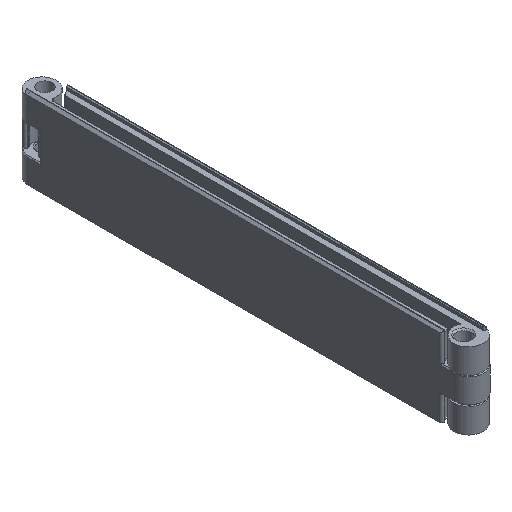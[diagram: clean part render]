
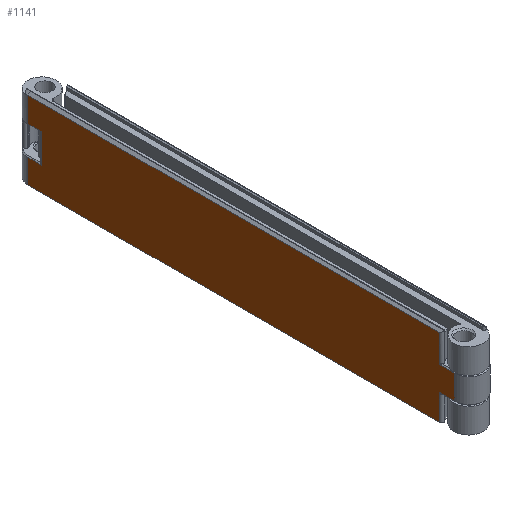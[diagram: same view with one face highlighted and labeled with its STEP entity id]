
A CAD part, isometric view. The second image highlights one B-rep face of the part: STEP entity #1141.
In plain terms, the highlighted planar face has unit normal (-1, 0, 0).
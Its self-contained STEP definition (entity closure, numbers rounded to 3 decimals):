
#558 = VERTEX_POINT('',#559);
#559 = CARTESIAN_POINT('',(-81.895,-183.264,17.6));
#566 = EDGE_CURVE('',#567,#558,#569,.T.);
#567 = VERTEX_POINT('',#568);
#568 = CARTESIAN_POINT('',(-81.895,-183.264,5.75));
#569 = LINE('',#570,#571);
#570 = CARTESIAN_POINT('',(-81.895,-183.264,5.75));
#571 = VECTOR('',#572,1.);
#572 = DIRECTION('',(0.,0.,1.));
#686 = EDGE_CURVE('',#687,#689,#691,.T.);
#687 = VERTEX_POINT('',#688);
#688 = CARTESIAN_POINT('',(-81.895,-183.264,5.35));
#689 = VERTEX_POINT('',#690);
#690 = CARTESIAN_POINT('',(-81.895,-190.043,5.35));
#691 = LINE('',#692,#693);
#692 = CARTESIAN_POINT('',(-81.895,-185.874,5.35));
#693 = VECTOR('',#694,1.);
#694 = DIRECTION('',(0.,-1.,0.));
#1123 = EDGE_CURVE('',#1124,#558,#1126,.T.);
#1124 = VERTEX_POINT('',#1125);
#1125 = CARTESIAN_POINT('',(-81.895,0.,17.6));
#1126 = LINE('',#1127,#1128);
#1127 = CARTESIAN_POINT('',(-81.895,0.,17.6));
#1128 = VECTOR('',#1129,1.);
#1129 = DIRECTION('',(0.,-1.,0.));
#1141 = ADVANCED_FACE('',(#1142),#1247,.F.);
#1142 = FACE_BOUND('',#1143,.F.);
#1143 = EDGE_LOOP('',(#1144,#1145,#1146,#1152,#1153,#1161,#1169,#1177,
    #1185,#1193,#1201,#1209,#1217,#1225,#1233,#1241));
#1144 = ORIENTED_EDGE('',*,*,#1123,.T.);
#1145 = ORIENTED_EDGE('',*,*,#566,.F.);
#1146 = ORIENTED_EDGE('',*,*,#1147,.F.);
#1147 = EDGE_CURVE('',#687,#567,#1148,.T.);
#1148 = LINE('',#1149,#1150);
#1149 = CARTESIAN_POINT('',(-81.895,-183.264,5.35));
#1150 = VECTOR('',#1151,1.);
#1151 = DIRECTION('',(0.,0.,1.));
#1152 = ORIENTED_EDGE('',*,*,#686,.T.);
#1153 = ORIENTED_EDGE('',*,*,#1154,.F.);
#1154 = EDGE_CURVE('',#1155,#689,#1157,.T.);
#1155 = VERTEX_POINT('',#1156);
#1156 = CARTESIAN_POINT('',(-81.895,-190.043,-5.4));
#1157 = LINE('',#1158,#1159);
#1158 = CARTESIAN_POINT('',(-81.895,-190.043,-17.));
#1159 = VECTOR('',#1160,1.);
#1160 = DIRECTION('',(0.,0.,1.));
#1161 = ORIENTED_EDGE('',*,*,#1162,.T.);
#1162 = EDGE_CURVE('',#1155,#1163,#1165,.T.);
#1163 = VERTEX_POINT('',#1164);
#1164 = CARTESIAN_POINT('',(-81.895,-183.264,-5.4));
#1165 = LINE('',#1166,#1167);
#1166 = CARTESIAN_POINT('',(-81.895,-190.043,-5.4));
#1167 = VECTOR('',#1168,1.);
#1168 = DIRECTION('',(0.,1.,0.));
#1169 = ORIENTED_EDGE('',*,*,#1170,.T.);
#1170 = EDGE_CURVE('',#1163,#1171,#1173,.T.);
#1171 = VERTEX_POINT('',#1172);
#1172 = CARTESIAN_POINT('',(-81.895,-183.264,-6.));
#1173 = LINE('',#1174,#1175);
#1174 = CARTESIAN_POINT('',(-81.895,-183.264,-5.4));
#1175 = VECTOR('',#1176,1.);
#1176 = DIRECTION('',(0.,0.,-1.));
#1177 = ORIENTED_EDGE('',*,*,#1178,.T.);
#1178 = EDGE_CURVE('',#1171,#1179,#1181,.T.);
#1179 = VERTEX_POINT('',#1180);
#1180 = CARTESIAN_POINT('',(-81.895,-183.264,-17.));
#1181 = LINE('',#1182,#1183);
#1182 = CARTESIAN_POINT('',(-81.895,-183.264,-6.));
#1183 = VECTOR('',#1184,1.);
#1184 = DIRECTION('',(0.,0.,-1.));
#1185 = ORIENTED_EDGE('',*,*,#1186,.F.);
#1186 = EDGE_CURVE('',#1187,#1179,#1189,.T.);
#1187 = VERTEX_POINT('',#1188);
#1188 = CARTESIAN_POINT('',(-81.895,0.,-17.));
#1189 = LINE('',#1190,#1191);
#1190 = CARTESIAN_POINT('',(-81.895,0.,-17.));
#1191 = VECTOR('',#1192,1.);
#1192 = DIRECTION('',(0.,-1.,0.));
#1193 = ORIENTED_EDGE('',*,*,#1194,.T.);
#1194 = EDGE_CURVE('',#1187,#1195,#1197,.T.);
#1195 = VERTEX_POINT('',#1196);
#1196 = CARTESIAN_POINT('',(-81.895,0.,-6.4));
#1197 = LINE('',#1198,#1199);
#1198 = CARTESIAN_POINT('',(-81.895,0.,-17.));
#1199 = VECTOR('',#1200,1.);
#1200 = DIRECTION('',(0.,0.,1.));
#1201 = ORIENTED_EDGE('',*,*,#1202,.T.);
#1202 = EDGE_CURVE('',#1195,#1203,#1205,.T.);
#1203 = VERTEX_POINT('',#1204);
#1204 = CARTESIAN_POINT('',(-81.895,-6.09,-6.4));
#1205 = LINE('',#1206,#1207);
#1206 = CARTESIAN_POINT('',(-81.895,0.,-6.4));
#1207 = VECTOR('',#1208,1.);
#1208 = DIRECTION('',(0.,-1.,0.));
#1209 = ORIENTED_EDGE('',*,*,#1210,.T.);
#1210 = EDGE_CURVE('',#1203,#1211,#1213,.T.);
#1211 = VERTEX_POINT('',#1212);
#1212 = CARTESIAN_POINT('',(-81.895,-6.09,-6.));
#1213 = LINE('',#1214,#1215);
#1214 = CARTESIAN_POINT('',(-81.895,-6.09,-6.4));
#1215 = VECTOR('',#1216,1.);
#1216 = DIRECTION('',(0.,0.,1.));
#1217 = ORIENTED_EDGE('',*,*,#1218,.T.);
#1218 = EDGE_CURVE('',#1211,#1219,#1221,.T.);
#1219 = VERTEX_POINT('',#1220);
#1220 = CARTESIAN_POINT('',(-81.895,-6.09,6.));
#1221 = LINE('',#1222,#1223);
#1222 = CARTESIAN_POINT('',(-81.895,-6.09,-6.));
#1223 = VECTOR('',#1224,1.);
#1224 = DIRECTION('',(0.,0.,1.));
#1225 = ORIENTED_EDGE('',*,*,#1226,.T.);
#1226 = EDGE_CURVE('',#1219,#1227,#1229,.T.);
#1227 = VERTEX_POINT('',#1228);
#1228 = CARTESIAN_POINT('',(-81.895,-6.09,6.5));
#1229 = LINE('',#1230,#1231);
#1230 = CARTESIAN_POINT('',(-81.895,-6.09,6.));
#1231 = VECTOR('',#1232,1.);
#1232 = DIRECTION('',(0.,0.,1.));
#1233 = ORIENTED_EDGE('',*,*,#1234,.T.);
#1234 = EDGE_CURVE('',#1227,#1235,#1237,.T.);
#1235 = VERTEX_POINT('',#1236);
#1236 = CARTESIAN_POINT('',(-81.895,0.,6.5));
#1237 = LINE('',#1238,#1239);
#1238 = CARTESIAN_POINT('',(-81.895,-4.496,6.5));
#1239 = VECTOR('',#1240,1.);
#1240 = DIRECTION('',(0.,1.,0.));
#1241 = ORIENTED_EDGE('',*,*,#1242,.T.);
#1242 = EDGE_CURVE('',#1235,#1124,#1243,.T.);
#1243 = LINE('',#1244,#1245);
#1244 = CARTESIAN_POINT('',(-81.895,0.,-17.));
#1245 = VECTOR('',#1246,1.);
#1246 = DIRECTION('',(0.,0.,1.));
#1247 = PLANE('',#1248);
#1248 = AXIS2_PLACEMENT_3D('',#1249,#1250,#1251);
#1249 = CARTESIAN_POINT('',(-81.895,0.,-17.));
#1250 = DIRECTION('',(1.,0.,0.));
#1251 = DIRECTION('',(0.,-1.,0.));
